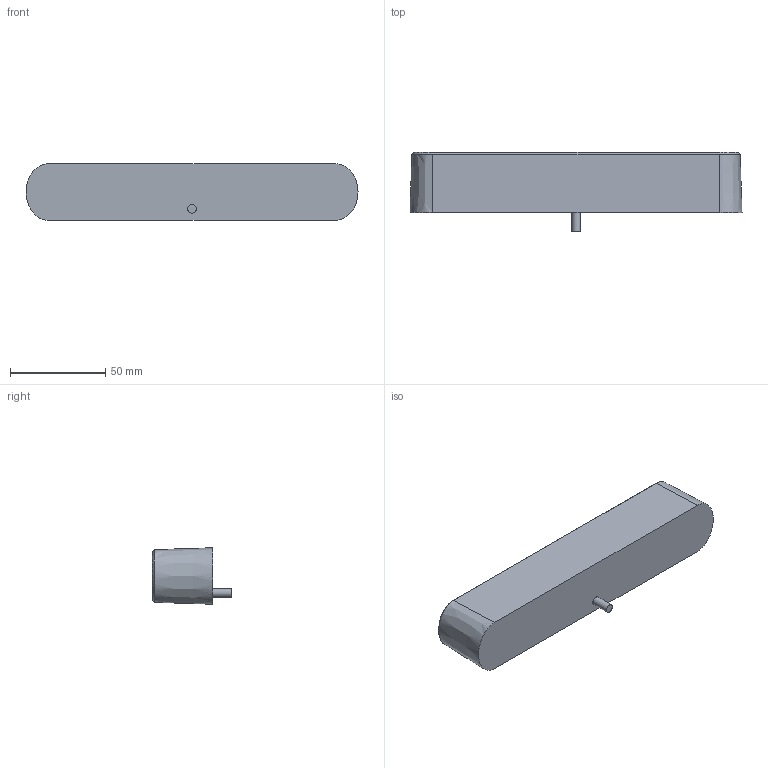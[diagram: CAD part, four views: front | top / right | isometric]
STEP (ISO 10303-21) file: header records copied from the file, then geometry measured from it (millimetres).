
FILE_DESCRIPTION(/* description */ (''),/* implementation_level */ '2;1');
FILE_NAME(/* name */ 'ZED2.step',/* time_stamp */ '2020-02-05T13:44:46+01:00',/* author */ (''),/* organization */ (''),/* preprocessor_version */ 'ST-DEVELOPER v18',/* originating_system */ 'Autodesk Translation Framework v8.12.0.6',/* authorisation */ '');
FILE_SCHEMA (('AUTOMOTIVE_DESIGN { 1 0 10303 214 3 1 1 }'));
Length unit declared in the file: millimetre
Products named in the file (1): ZED Outer hull
Bounding box: 174.73 x 41.6 x 29.73 mm (x, y, z)
Volume: 152260.4 mm3; surface area: 22142.3 mm2
Topology: 1 solids, 1 shells, 34 faces, 64 edges, 40 vertices
Faces by surface type: plane 16, bspline 10, cylinder 6, torus 2
Full cylindrical faces by diameter (mm): 2.478 x1, 2.529 x2, 4.5 x1, 19.2 x2
Entity records: 2935 total; most frequent: CARTESIAN_POINT 2260, ORIENTED_EDGE 128, DIRECTION 112, EDGE_CURVE 64, EDGE_LOOP 42, AXIS2_PLACEMENT_3D 41, VERTEX_POINT 40, FACE_OUTER_BOUND 34
